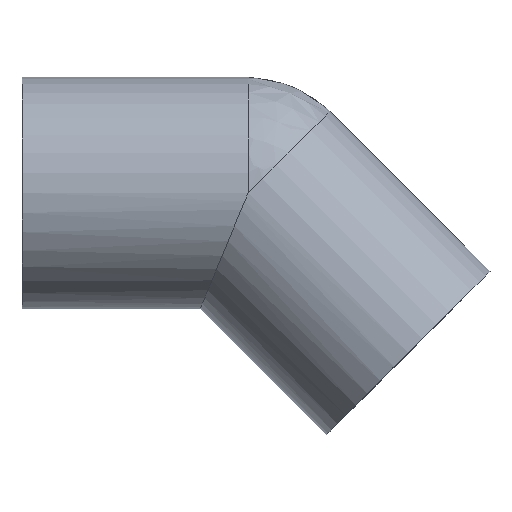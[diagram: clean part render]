
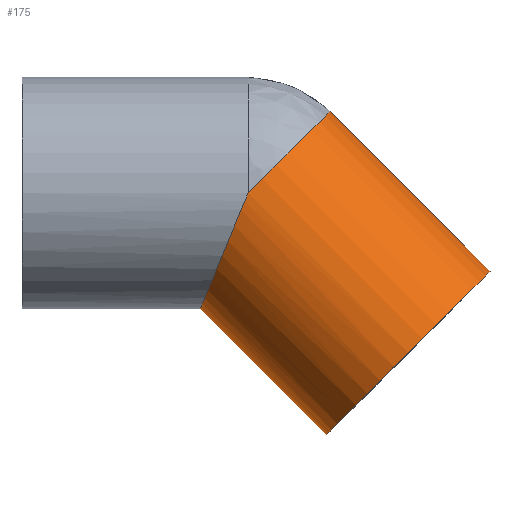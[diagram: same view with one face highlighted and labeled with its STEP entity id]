
A CAD part, top view. The second image highlights one B-rep face of the part: STEP entity #175.
In plain terms, the highlighted cylindrical face has radius 80 mm (diameter 160 mm), a partial arc.
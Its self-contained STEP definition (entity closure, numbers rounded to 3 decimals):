
#95 = EDGE_CURVE( '', #193, #99, #233, .T. );
#99 = VERTEX_POINT( '', #237 );
#113 = EDGE_CURVE( '', #99, #139, #252, .T. );
#125 = EDGE_CURVE( '', #191, #127, #266, .T. );
#127 = VERTEX_POINT( '', #268 );
#131 = EDGE_CURVE( '', #139, #127, #273, .T. );
#139 = VERTEX_POINT( '', #281 );
#169 = EDGE_CURVE( '', #193, #191, #315, .T. );
#175 = ADVANCED_FACE( '', ( #321 ), #322, .T. );
#191 = VERTEX_POINT( '', #339 );
#193 = VERTEX_POINT( '', #341 );
#233 = LINE( '', #375, #376 );
#237 = CARTESIAN_POINT( '', ( 210.594, -167.231, 0. ) );
#252 = CIRCLE( '', #401, 80. );
#266 = CIRCLE( '', #418, 80. );
#268 = CARTESIAN_POINT( '', ( 213.069, 56.569, 0. ) );
#273 = LINE( '', #426, #427 );
#281 = CARTESIAN_POINT( '', ( 323.731, -54.094, 0. ) );
#315 = ELLIPSE( '', #481, 86.591, 80. );
#321 = FACE_OUTER_BOUND( '', #488, .T. );
#322 = CYLINDRICAL_SURFACE( '', #489, 80. );
#339 = CARTESIAN_POINT( '', ( 156.5, 0., 80. ) );
#341 = CARTESIAN_POINT( '', ( 123.363, -80., 0. ) );
#375 = CARTESIAN_POINT( '', ( 155.263, -111.9, 0. ) );
#376 = VECTOR( '', #552, 1. );
#401 = AXIS2_PLACEMENT_3D( '', #576, #577, #578 );
#418 = AXIS2_PLACEMENT_3D( '', #603, #604, #605 );
#426 = CARTESIAN_POINT( '', ( 268.4, 1.237, 0. ) );
#427 = VECTOR( '', #615, 1. );
#481 = AXIS2_PLACEMENT_3D( '', #658, #659, #660 );
#488 = EDGE_LOOP( '', ( #665, #666, #667, #668, #669 ) );
#489 = AXIS2_PLACEMENT_3D( '', #670, #671, #672 );
#552 = DIRECTION( '', ( 0.707, -0.707, 0. ) );
#576 = CARTESIAN_POINT( '', ( 267.162, -110.662, 0. ) );
#577 = DIRECTION( '', ( -0.707, 0.707, 0. ) );
#578 = DIRECTION( '', ( 0.707, 0.707, 0. ) );
#603 = CARTESIAN_POINT( '', ( 156.5, 0., 0. ) );
#604 = DIRECTION( '', ( -0.707, 0.707, 0. ) );
#605 = DIRECTION( '', ( 0.707, 0.707, 0. ) );
#615 = DIRECTION( '', ( -0.707, 0.707, 0. ) );
#658 = CARTESIAN_POINT( '', ( 156.5, 0., 0. ) );
#659 = DIRECTION( '', ( -0.924, 0.383, 0. ) );
#660 = DIRECTION( '', ( 0.383, 0.924, 0. ) );
#665 = ORIENTED_EDGE( '', *, *, #131, .T. );
#666 = ORIENTED_EDGE( '', *, *, #125, .F. );
#667 = ORIENTED_EDGE( '', *, *, #169, .F. );
#668 = ORIENTED_EDGE( '', *, *, #95, .T. );
#669 = ORIENTED_EDGE( '', *, *, #113, .T. );
#670 = CARTESIAN_POINT( '', ( 211.831, -55.331, 0. ) );
#671 = DIRECTION( '', ( 0.707, -0.707, 0. ) );
#672 = DIRECTION( '', ( 0.707, 0.707, 0. ) );
